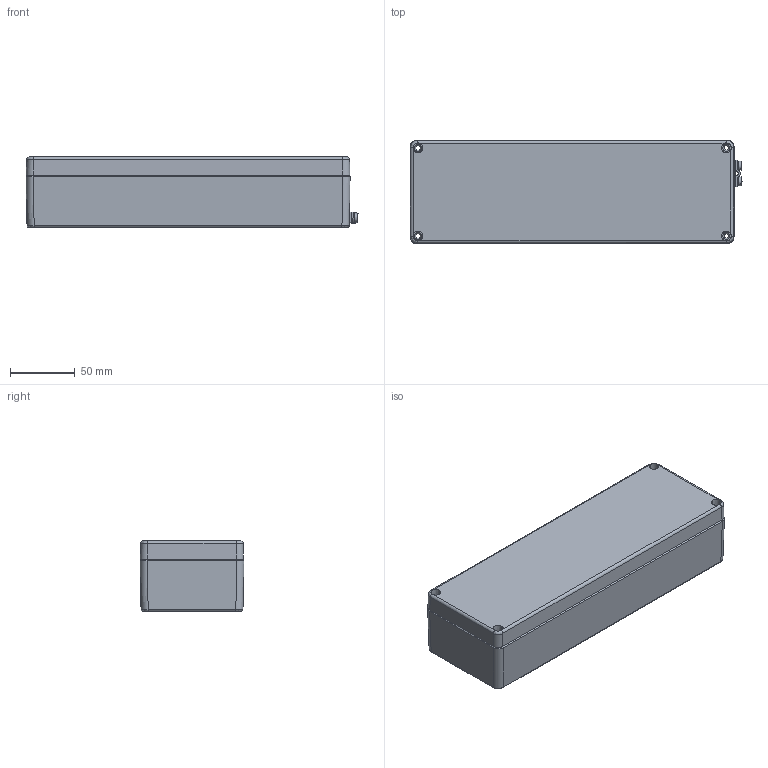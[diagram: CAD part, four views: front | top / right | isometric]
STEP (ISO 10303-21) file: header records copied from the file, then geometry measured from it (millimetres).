
FILE_DESCRIPTION(('FreeCAD Model'),'2;1');
FILE_NAME('GBAEX002508057.step', '2026-03-27T11:44:03',('Author'),(''), 'Open CASCADE STEP processor 7.3','FreeCAD','Unknown');
FILE_SCHEMA(('AUTOMOTIVE_DESIGN { 1 0 10303 214 1 1 1 1 }'));
Length unit declared in the file: millimetre
Products named in the file (4): GBAEX002508057; ALU_BASE_2508057; ALU_LID_2508057; M4_DOUBLE_EARTHING
Assembly tree (3 placements, depth 2):
  GBAEX002508057
    ALU_BASE_2508057
    ALU_LID_2508057
    M4_DOUBLE_EARTHING
Bounding box: 256.2 x 80.22 x 54.1 mm (x, y, z)
Volume: 288387.8 mm3; surface area: 151998.9 mm2
Topology: 10 solids, 19 shells, 802 faces, 4269 edges, 10395 vertices
Faces by surface type: cylinder 294, plane 219, bspline 188, cone 93, torus 8
Entity records: 77789 total; most frequent: CARTESIAN_POINT 44523, DIRECTION 4394, ORIENTED_EDGE 3872, GEOMETRIC_CURVE_SET 2292, TRIMMED_CURVE 2290, EDGE_CURVE 1969, LINE 1828, VECTOR 1828
